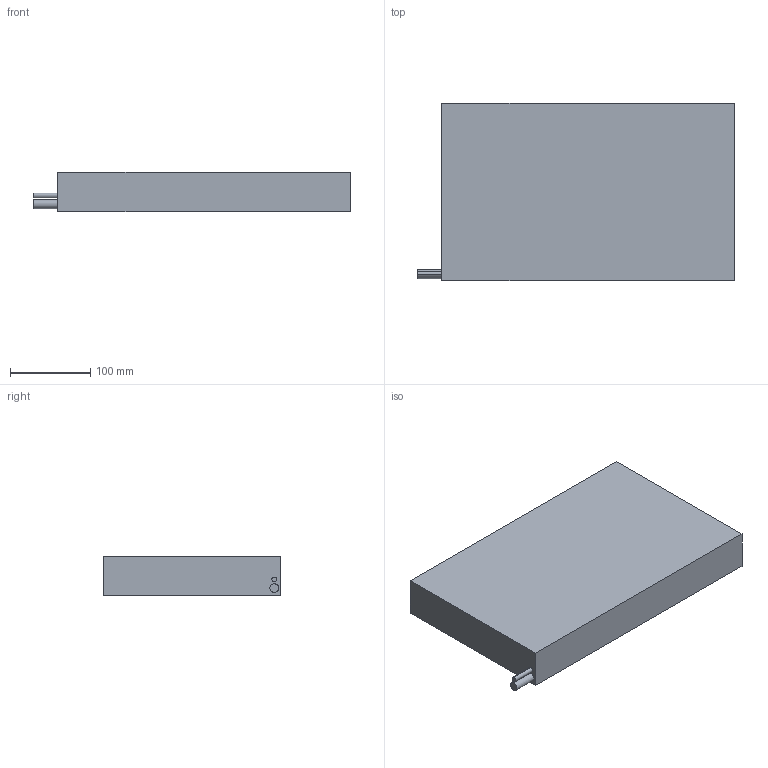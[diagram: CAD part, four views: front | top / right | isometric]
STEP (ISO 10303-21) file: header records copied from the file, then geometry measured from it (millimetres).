
FILE_DESCRIPTION (( 'STEP AP203' ), '1' );
FILE_NAME ('ZW8-H200-4.step', '2022-05-31T03:19:41', ( '' ), ( '' ), 'SwSTEP 2.0', 'SolidWorks 2020', '' );
FILE_SCHEMA (( 'CONFIG_CONTROL_DESIGN' ));
Length unit declared in the file: millimetre
Products named in the file (1): ZW8-H200-4
Bounding box: 394 x 221 x 49.3 mm (x, y, z)
Volume: 3964666.8 mm3; surface area: 224664 mm2
Topology: 1 solids, 1 shells, 252 faces, 624 edges, 316 vertices
Faces by surface type: cylinder 124, cone 120, plane 8
Entity records: 6633 total; most frequent: DIRECTION 1258, CARTESIAN_POINT 1073, ORIENTED_EDGE 1008, EDGE_CURVE 504, AXIS2_PLACEMENT_3D 501, VERTEX_POINT 316, EDGE_LOOP 314, VECTOR 256
